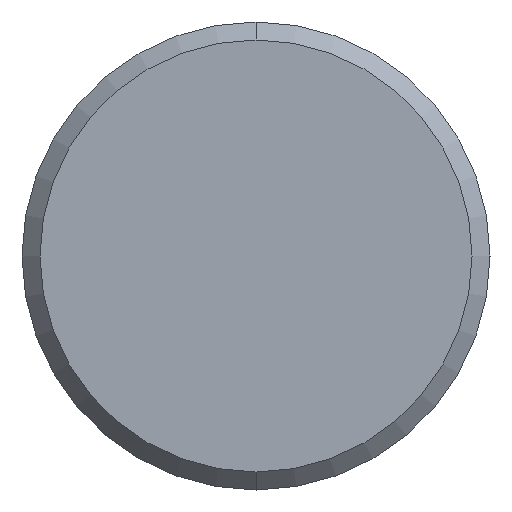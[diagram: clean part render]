
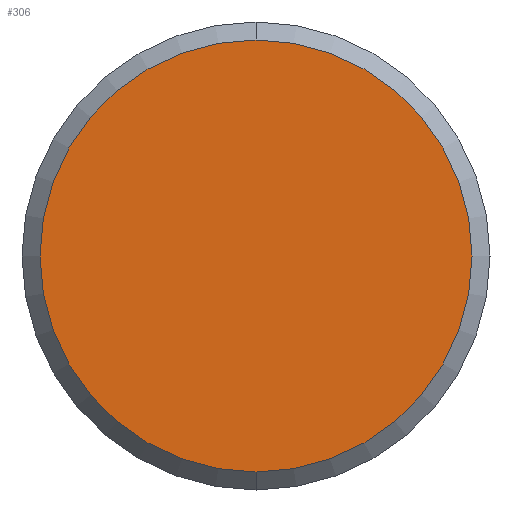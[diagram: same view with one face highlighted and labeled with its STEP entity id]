
A CAD part, front view. The second image highlights one B-rep face of the part: STEP entity #306.
In plain terms, the highlighted planar face has unit normal (0, -1, 0).
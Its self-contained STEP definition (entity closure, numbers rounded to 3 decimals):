
#185 = VERTEX_POINT ( 'NONE', #873 ) ;
#195 = ORIENTED_EDGE ( 'NONE', *, *, #196, .T. ) ;
#196 = EDGE_CURVE ( 'NONE', #198, #185, #787, .T. ) ;
#198 = VERTEX_POINT ( 'NONE', #782 ) ;
#201 = EDGE_CURVE ( 'NONE', #185, #198, #824, .T. ) ;
#306 = ADVANCED_FACE ( 'NONE', ( #1064 ), #1046, .T. ) ;
#313 = EDGE_LOOP ( 'NONE', ( #195, #343 ) ) ;
#343 = ORIENTED_EDGE ( 'NONE', *, *, #201, .T. ) ;
#782 = CARTESIAN_POINT ( 'NONE',  ( 0., 0., 6. ) ) ;
#783 = DIRECTION ( 'NONE',  ( 0., 0., -1. ) ) ;
#784 = DIRECTION ( 'NONE',  ( 0., -1., 0. ) ) ;
#785 = CARTESIAN_POINT ( 'NONE',  ( 0., 0., 0. ) ) ;
#786 = AXIS2_PLACEMENT_3D ( 'NONE', #785, #784, #783 ) ;
#787 = CIRCLE ( 'NONE', #786, 6. ) ;
#820 = DIRECTION ( 'NONE',  ( 0., 0., -1. ) ) ;
#821 = DIRECTION ( 'NONE',  ( 0., -1., 0. ) ) ;
#822 = CARTESIAN_POINT ( 'NONE',  ( 0., 0., 0. ) ) ;
#823 = AXIS2_PLACEMENT_3D ( 'NONE', #822, #821, #820 ) ;
#824 = CIRCLE ( 'NONE', #823, 6. ) ;
#873 = CARTESIAN_POINT ( 'NONE',  ( 0., 0., -6. ) ) ;
#1046 = PLANE ( 'NONE',  #1050 ) ;
#1050 = AXIS2_PLACEMENT_3D ( 'NONE', #1066, #1065, #1053 ) ;
#1053 = DIRECTION ( 'NONE',  ( 0., 0., -1. ) ) ;
#1064 = FACE_OUTER_BOUND ( 'NONE', #313, .T. ) ;
#1065 = DIRECTION ( 'NONE',  ( 0., -1., 0. ) ) ;
#1066 = CARTESIAN_POINT ( 'NONE',  ( 0., 0., 0. ) ) ;
